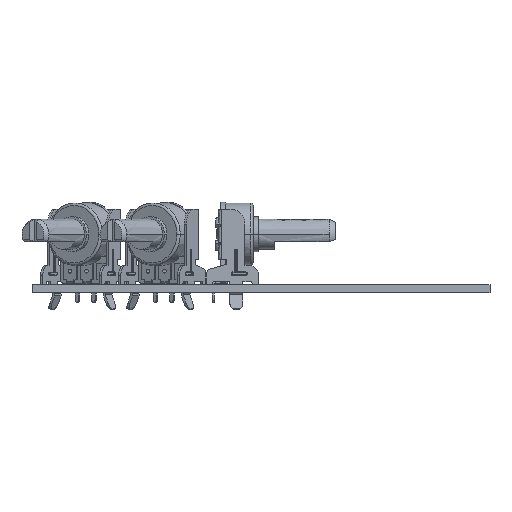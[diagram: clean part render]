
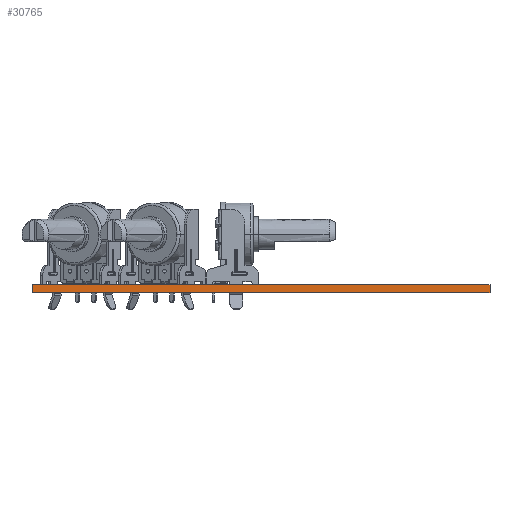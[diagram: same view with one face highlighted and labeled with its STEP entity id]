
A CAD part, left-side view. The second image highlights one B-rep face of the part: STEP entity #30765.
In plain terms, the highlighted planar face has unit normal (-1, 0, 0).
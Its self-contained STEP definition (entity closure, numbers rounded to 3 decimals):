
#30765 = ADVANCED_FACE('',(#30766),#30780,.T.);
#30766 = FACE_BOUND('',#30767,.T.);
#30767 = EDGE_LOOP('',(#30768,#30803,#30831,#30859));
#30768 = ORIENTED_EDGE('',*,*,#30769,.T.);
#30769 = EDGE_CURVE('',#30770,#30772,#30774,.T.);
#30770 = VERTEX_POINT('',#30771);
#30771 = CARTESIAN_POINT('',(129.,-141.,0.));
#30772 = VERTEX_POINT('',#30773);
#30773 = CARTESIAN_POINT('',(129.,-141.,1.6));
#30774 = SURFACE_CURVE('',#30775,(#30779,#30791),.PCURVE_S1.);
#30775 = LINE('',#30776,#30777);
#30776 = CARTESIAN_POINT('',(129.,-141.,0.));
#30777 = VECTOR('',#30778,1.);
#30778 = DIRECTION('',(0.,0.,1.));
#30779 = PCURVE('',#30780,#30785);
#30780 = PLANE('',#30781);
#30781 = AXIS2_PLACEMENT_3D('',#30782,#30783,#30784);
#30782 = CARTESIAN_POINT('',(129.,-141.,0.));
#30783 = DIRECTION('',(-1.,0.,0.));
#30784 = DIRECTION('',(0.,1.,0.));
#30785 = DEFINITIONAL_REPRESENTATION('',(#30786),#30790);
#30786 = LINE('',#30787,#30788);
#30787 = CARTESIAN_POINT('',(0.,0.));
#30788 = VECTOR('',#30789,1.);
#30789 = DIRECTION('',(0.,-1.));
#30790 = ( GEOMETRIC_REPRESENTATION_CONTEXT(2) 
PARAMETRIC_REPRESENTATION_CONTEXT() REPRESENTATION_CONTEXT('2D SPACE',''
  ) );
#30791 = PCURVE('',#30792,#30797);
#30792 = PLANE('',#30793);
#30793 = AXIS2_PLACEMENT_3D('',#30794,#30795,#30796);
#30794 = CARTESIAN_POINT('',(182.,-141.,0.));
#30795 = DIRECTION('',(0.,-1.,0.));
#30796 = DIRECTION('',(-1.,0.,0.));
#30797 = DEFINITIONAL_REPRESENTATION('',(#30798),#30802);
#30798 = LINE('',#30799,#30800);
#30799 = CARTESIAN_POINT('',(53.,0.));
#30800 = VECTOR('',#30801,1.);
#30801 = DIRECTION('',(0.,-1.));
#30802 = ( GEOMETRIC_REPRESENTATION_CONTEXT(2) 
PARAMETRIC_REPRESENTATION_CONTEXT() REPRESENTATION_CONTEXT('2D SPACE',''
  ) );
#30803 = ORIENTED_EDGE('',*,*,#30804,.T.);
#30804 = EDGE_CURVE('',#30772,#30805,#30807,.T.);
#30805 = VERTEX_POINT('',#30806);
#30806 = CARTESIAN_POINT('',(129.,-50.,1.6));
#30807 = SURFACE_CURVE('',#30808,(#30812,#30819),.PCURVE_S1.);
#30808 = LINE('',#30809,#30810);
#30809 = CARTESIAN_POINT('',(129.,-141.,1.6));
#30810 = VECTOR('',#30811,1.);
#30811 = DIRECTION('',(0.,1.,0.));
#30812 = PCURVE('',#30780,#30813);
#30813 = DEFINITIONAL_REPRESENTATION('',(#30814),#30818);
#30814 = LINE('',#30815,#30816);
#30815 = CARTESIAN_POINT('',(0.,-1.6));
#30816 = VECTOR('',#30817,1.);
#30817 = DIRECTION('',(1.,0.));
#30818 = ( GEOMETRIC_REPRESENTATION_CONTEXT(2) 
PARAMETRIC_REPRESENTATION_CONTEXT() REPRESENTATION_CONTEXT('2D SPACE',''
  ) );
#30819 = PCURVE('',#30820,#30825);
#30820 = PLANE('',#30821);
#30821 = AXIS2_PLACEMENT_3D('',#30822,#30823,#30824);
#30822 = CARTESIAN_POINT('',(155.5,-95.5,1.6));
#30823 = DIRECTION('',(-0.,-0.,-1.));
#30824 = DIRECTION('',(-1.,0.,0.));
#30825 = DEFINITIONAL_REPRESENTATION('',(#30826),#30830);
#30826 = LINE('',#30827,#30828);
#30827 = CARTESIAN_POINT('',(26.5,-45.5));
#30828 = VECTOR('',#30829,1.);
#30829 = DIRECTION('',(0.,1.));
#30830 = ( GEOMETRIC_REPRESENTATION_CONTEXT(2) 
PARAMETRIC_REPRESENTATION_CONTEXT() REPRESENTATION_CONTEXT('2D SPACE',''
  ) );
#30831 = ORIENTED_EDGE('',*,*,#30832,.F.);
#30832 = EDGE_CURVE('',#30833,#30805,#30835,.T.);
#30833 = VERTEX_POINT('',#30834);
#30834 = CARTESIAN_POINT('',(129.,-50.,0.));
#30835 = SURFACE_CURVE('',#30836,(#30840,#30847),.PCURVE_S1.);
#30836 = LINE('',#30837,#30838);
#30837 = CARTESIAN_POINT('',(129.,-50.,0.));
#30838 = VECTOR('',#30839,1.);
#30839 = DIRECTION('',(0.,0.,1.));
#30840 = PCURVE('',#30780,#30841);
#30841 = DEFINITIONAL_REPRESENTATION('',(#30842),#30846);
#30842 = LINE('',#30843,#30844);
#30843 = CARTESIAN_POINT('',(91.,0.));
#30844 = VECTOR('',#30845,1.);
#30845 = DIRECTION('',(0.,-1.));
#30846 = ( GEOMETRIC_REPRESENTATION_CONTEXT(2) 
PARAMETRIC_REPRESENTATION_CONTEXT() REPRESENTATION_CONTEXT('2D SPACE',''
  ) );
#30847 = PCURVE('',#30848,#30853);
#30848 = PLANE('',#30849);
#30849 = AXIS2_PLACEMENT_3D('',#30850,#30851,#30852);
#30850 = CARTESIAN_POINT('',(129.,-50.,0.));
#30851 = DIRECTION('',(0.,1.,0.));
#30852 = DIRECTION('',(1.,0.,0.));
#30853 = DEFINITIONAL_REPRESENTATION('',(#30854),#30858);
#30854 = LINE('',#30855,#30856);
#30855 = CARTESIAN_POINT('',(0.,0.));
#30856 = VECTOR('',#30857,1.);
#30857 = DIRECTION('',(0.,-1.));
#30858 = ( GEOMETRIC_REPRESENTATION_CONTEXT(2) 
PARAMETRIC_REPRESENTATION_CONTEXT() REPRESENTATION_CONTEXT('2D SPACE',''
  ) );
#30859 = ORIENTED_EDGE('',*,*,#30860,.F.);
#30860 = EDGE_CURVE('',#30770,#30833,#30861,.T.);
#30861 = SURFACE_CURVE('',#30862,(#30866,#30873),.PCURVE_S1.);
#30862 = LINE('',#30863,#30864);
#30863 = CARTESIAN_POINT('',(129.,-141.,0.));
#30864 = VECTOR('',#30865,1.);
#30865 = DIRECTION('',(0.,1.,0.));
#30866 = PCURVE('',#30780,#30867);
#30867 = DEFINITIONAL_REPRESENTATION('',(#30868),#30872);
#30868 = LINE('',#30869,#30870);
#30869 = CARTESIAN_POINT('',(0.,0.));
#30870 = VECTOR('',#30871,1.);
#30871 = DIRECTION('',(1.,0.));
#30872 = ( GEOMETRIC_REPRESENTATION_CONTEXT(2) 
PARAMETRIC_REPRESENTATION_CONTEXT() REPRESENTATION_CONTEXT('2D SPACE',''
  ) );
#30873 = PCURVE('',#30874,#30879);
#30874 = PLANE('',#30875);
#30875 = AXIS2_PLACEMENT_3D('',#30876,#30877,#30878);
#30876 = CARTESIAN_POINT('',(155.5,-95.5,0.));
#30877 = DIRECTION('',(-0.,-0.,-1.));
#30878 = DIRECTION('',(-1.,0.,0.));
#30879 = DEFINITIONAL_REPRESENTATION('',(#30880),#30884);
#30880 = LINE('',#30881,#30882);
#30881 = CARTESIAN_POINT('',(26.5,-45.5));
#30882 = VECTOR('',#30883,1.);
#30883 = DIRECTION('',(0.,1.));
#30884 = ( GEOMETRIC_REPRESENTATION_CONTEXT(2) 
PARAMETRIC_REPRESENTATION_CONTEXT() REPRESENTATION_CONTEXT('2D SPACE',''
  ) );
